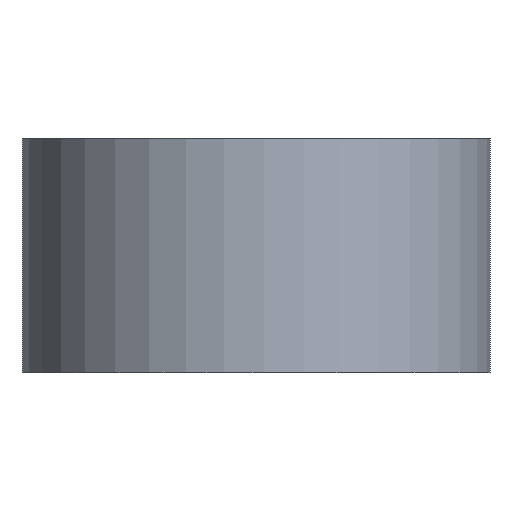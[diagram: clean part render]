
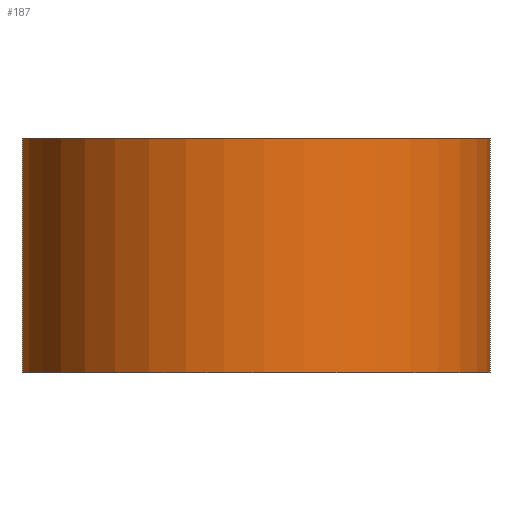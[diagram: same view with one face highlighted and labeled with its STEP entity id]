
A CAD part, front view. The second image highlights one B-rep face of the part: STEP entity #187.
In plain terms, the highlighted cylindrical face has radius 5 mm (diameter 10 mm), a partial arc.
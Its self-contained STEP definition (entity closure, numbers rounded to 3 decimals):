
#62 = VERTEX_POINT('',#63);
#63 = CARTESIAN_POINT('',(10.025,-10.,0.));
#71 = VERTEX_POINT('',#72);
#72 = CARTESIAN_POINT('',(10.025,-10.,5.));
#78 = EDGE_CURVE('',#71,#62,#79,.T.);
#79 = LINE('',#80,#81);
#80 = CARTESIAN_POINT('',(10.025,-10.,0.));
#81 = VECTOR('',#82,1.);
#82 = DIRECTION('',(-0.,-0.,-1.));
#187 = ADVANCED_FACE('',(#188),#215,.T.);
#188 = FACE_BOUND('',#189,.F.);
#189 = EDGE_LOOP('',(#190,#200,#207,#208));
#190 = ORIENTED_EDGE('',*,*,#191,.F.);
#191 = EDGE_CURVE('',#192,#194,#196,.T.);
#192 = VERTEX_POINT('',#193);
#193 = CARTESIAN_POINT('',(20.,-10.5,0.));
#194 = VERTEX_POINT('',#195);
#195 = CARTESIAN_POINT('',(20.,-10.5,5.));
#196 = LINE('',#197,#198);
#197 = CARTESIAN_POINT('',(20.,-10.5,0.));
#198 = VECTOR('',#199,1.);
#199 = DIRECTION('',(0.,0.,1.));
#200 = ORIENTED_EDGE('',*,*,#201,.F.);
#201 = EDGE_CURVE('',#62,#192,#202,.T.);
#202 = CIRCLE('',#203,5.);
#203 = AXIS2_PLACEMENT_3D('',#204,#205,#206);
#204 = CARTESIAN_POINT('',(15.,-10.5,0.));
#205 = DIRECTION('',(0.,0.,1.));
#206 = DIRECTION('',(1.,0.,0.));
#207 = ORIENTED_EDGE('',*,*,#78,.F.);
#208 = ORIENTED_EDGE('',*,*,#209,.T.);
#209 = EDGE_CURVE('',#71,#194,#210,.T.);
#210 = CIRCLE('',#211,5.);
#211 = AXIS2_PLACEMENT_3D('',#212,#213,#214);
#212 = CARTESIAN_POINT('',(15.,-10.5,5.));
#213 = DIRECTION('',(0.,0.,1.));
#214 = DIRECTION('',(1.,0.,0.));
#215 = CYLINDRICAL_SURFACE('',#216,5.);
#216 = AXIS2_PLACEMENT_3D('',#217,#218,#219);
#217 = CARTESIAN_POINT('',(15.,-10.5,0.));
#218 = DIRECTION('',(-0.,-0.,-1.));
#219 = DIRECTION('',(1.,0.,0.));
